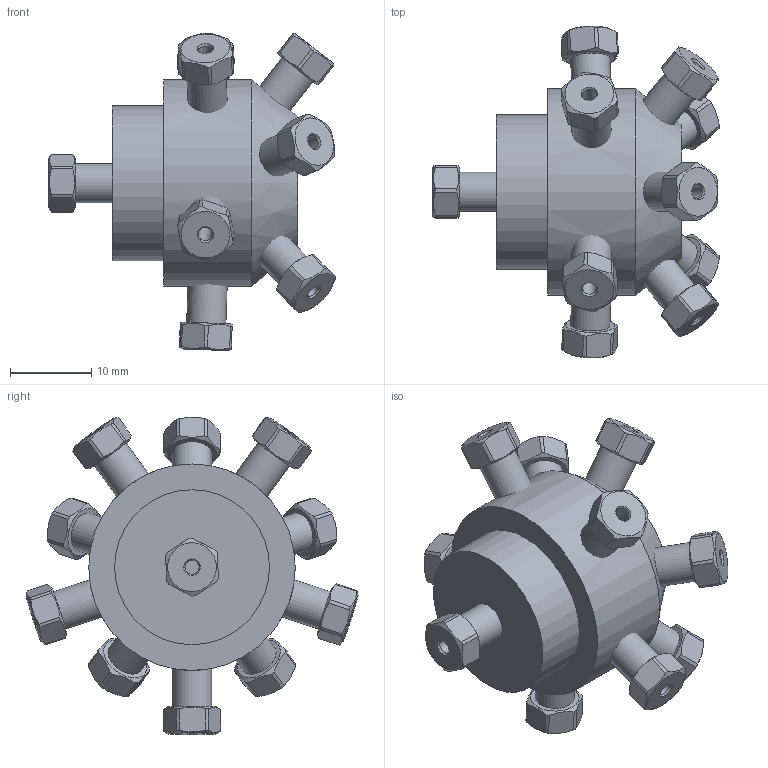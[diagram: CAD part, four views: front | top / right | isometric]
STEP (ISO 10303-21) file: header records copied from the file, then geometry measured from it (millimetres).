
FILE_DESCRIPTION((''),'2;1');
FILE_NAME('305217-Z10M1 Manifold 1-16.stp','2013-08-21T16:40:14',('Franzp'),(''),'Autodesk Inventor 2013','Autodesk Inventor 2013','');
FILE_SCHEMA(('AUTOMOTIVE_DESIGN { 1 0 10303 214 1 1 1 1 }'));
Length unit declared in the file: millimetre
Products named in the file (1): 305217_Shrinkwrap_1
Bounding box: 35.25 x 40.83 x 39.02 mm (x, y, z)
Surface area: 5342.5 mm2 (no closed solid volume)
Topology: 0 solids, 14 shells, 217 faces, 587 edges, 395 vertices
Faces by surface type: plane 91, cylinder 90, cone 36
Full cylindrical faces by diameter (mm): 1.727 x11, 4.826 x11, 19.05 x1, 25.4 x1
Entity records: 6774 total; most frequent: CARTESIAN_POINT 1664, DIRECTION 1004, ORIENTED_EDGE 948, EDGE_CURVE 492, AXIS2_PLACEMENT_3D 436, VERTEX_POINT 360, EDGE_LOOP 310, CIRCLE 218
